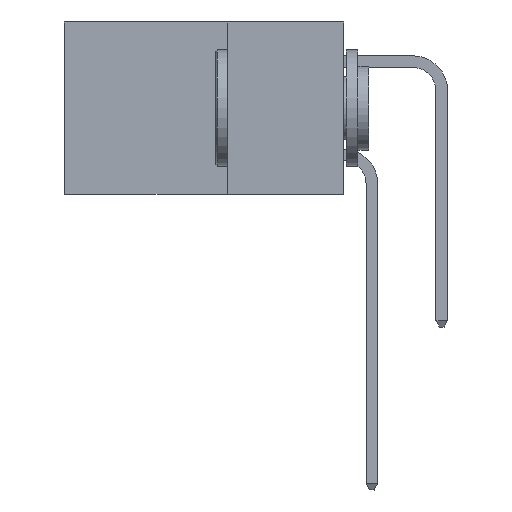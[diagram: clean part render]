
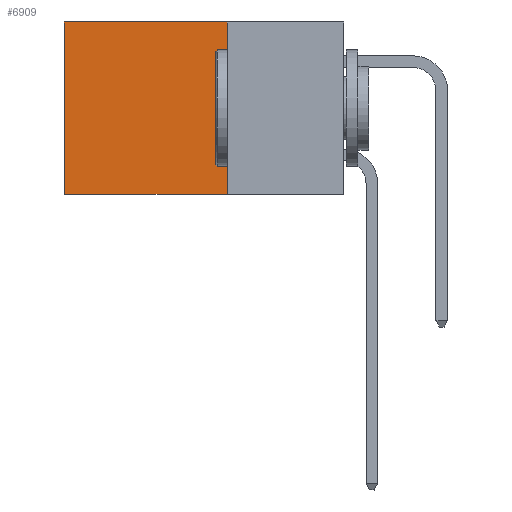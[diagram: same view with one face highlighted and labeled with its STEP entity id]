
A CAD part, left-side view. The second image highlights one B-rep face of the part: STEP entity #6909.
In plain terms, the highlighted planar face has unit normal (-1, 0, 0).
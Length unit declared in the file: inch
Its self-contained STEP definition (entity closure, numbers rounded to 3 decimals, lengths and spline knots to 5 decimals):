
#271 = CARTESIAN_POINT ( 'NONE',  ( 0.298, 0.6, 0. ) ) ;
#462 = AXIS2_PLACEMENT_3D ( 'NONE', #7614, #4302, #6966 ) ;
#675 = ORIENTED_EDGE ( 'NONE', *, *, #13578, .F. ) ;
#726 = EDGE_CURVE ( 'NONE', #10932, #5427, #1449, .T. ) ;
#1314 = CARTESIAN_POINT ( 'NONE',  ( 0.298, 0.25, -0.37 ) ) ;
#1449 = LINE ( 'NONE', #13162, #12223 ) ;
#2467 = VECTOR ( 'NONE', #9967, 39.37008 ) ;
#3733 = PLANE ( 'NONE',  #462 ) ;
#4302 = DIRECTION ( 'NONE',  ( 1., 0., 0. ) ) ;
#4453 = CARTESIAN_POINT ( 'NONE',  ( 0.298, 0.25, 0. ) ) ;
#4834 = VERTEX_POINT ( 'NONE', #11802 ) ;
#5214 = VECTOR ( 'NONE', #7447, 39.37008 ) ;
#5427 = VERTEX_POINT ( 'NONE', #9912 ) ;
#5652 = LINE ( 'NONE', #271, #2467 ) ;
#5768 = EDGE_CURVE ( 'NONE', #7759, #4834, #5652, .T. ) ;
#6148 = ORIENTED_EDGE ( 'NONE', *, *, #726, .F. ) ;
#6200 = CARTESIAN_POINT ( 'NONE',  ( 0.298, 0.25, 0. ) ) ;
#6909 = ADVANCED_FACE ( 'NONE', ( #11668 ), #3733, .F. ) ;
#6966 = DIRECTION ( 'NONE',  ( 0., 0., -1. ) ) ;
#7447 = DIRECTION ( 'NONE',  ( 0., 1., 0. ) ) ;
#7614 = CARTESIAN_POINT ( 'NONE',  ( 0.298, 0.25, 0. ) ) ;
#7665 = LINE ( 'NONE', #6200, #5214 ) ;
#7759 = VERTEX_POINT ( 'NONE', #11660 ) ;
#8207 = VECTOR ( 'NONE', #12291, 39.37008 ) ;
#8405 = ORIENTED_EDGE ( 'NONE', *, *, #13709, .T. ) ;
#9912 = CARTESIAN_POINT ( 'NONE',  ( 0.298, 0.25, -0.37 ) ) ;
#9967 = DIRECTION ( 'NONE',  ( 0., 0., -1. ) ) ;
#10458 = ORIENTED_EDGE ( 'NONE', *, *, #5768, .T. ) ;
#10932 = VERTEX_POINT ( 'NONE', #4453 ) ;
#11660 = CARTESIAN_POINT ( 'NONE',  ( 0.298, 0.6, 0. ) ) ;
#11668 = FACE_OUTER_BOUND ( 'NONE', #12960, .T. ) ;
#11802 = CARTESIAN_POINT ( 'NONE',  ( 0.298, 0.6, -0.37 ) ) ;
#12157 = DIRECTION ( 'NONE',  ( 0., 0., -1. ) ) ;
#12223 = VECTOR ( 'NONE', #12157, 39.37008 ) ;
#12291 = DIRECTION ( 'NONE',  ( 0., 1., 0. ) ) ;
#12960 = EDGE_LOOP ( 'NONE', ( #10458, #675, #6148, #8405 ) ) ;
#13162 = CARTESIAN_POINT ( 'NONE',  ( 0.298, 0.25, 0. ) ) ;
#13578 = EDGE_CURVE ( 'NONE', #5427, #4834, #13902, .T. ) ;
#13709 = EDGE_CURVE ( 'NONE', #10932, #7759, #7665, .T. ) ;
#13902 = LINE ( 'NONE', #1314, #8207 ) ;
